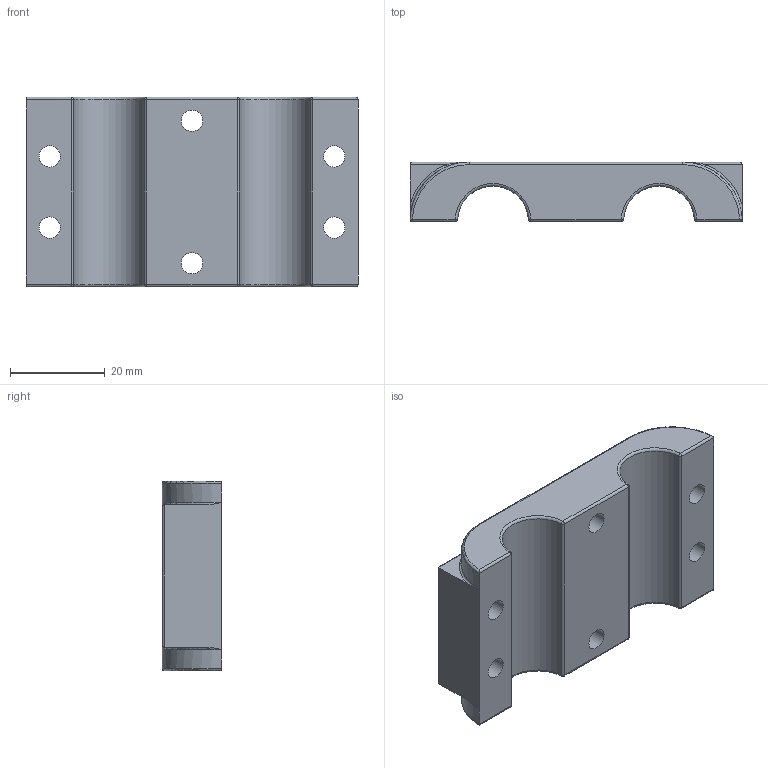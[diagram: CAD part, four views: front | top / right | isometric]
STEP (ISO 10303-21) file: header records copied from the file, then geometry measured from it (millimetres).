
FILE_DESCRIPTION (( 'STEP AP214' ), '1' );
FILE_NAME ('Part3. Cap.STEP', '2025-03-28T10:27:51', ( '' ), ( '' ), 'SwSTEP 2.0', 'SolidWorks 2025', '' );
FILE_SCHEMA (( 'AUTOMOTIVE_DESIGN' ));
Length unit declared in the file: millimetre
Products named in the file (1): Part3. Cap
Bounding box: 70 x 12.5 x 40 mm (x, y, z)
Volume: 26039.5 mm3; surface area: 9301.7 mm2
Topology: 1 solids, 1 shells, 72 faces, 166 edges, 92 vertices
Faces by surface type: cylinder 30, torus 18, plane 12, sphere 8, bspline 4
Full cylindrical faces by diameter (mm): 4.5 x6
Entity records: 2069 total; most frequent: CARTESIAN_POINT 523, DIRECTION 336, ORIENTED_EDGE 288, EDGE_CURVE 144, AXIS2_PLACEMENT_3D 143, EDGE_LOOP 96, VERTEX_POINT 86, FACE_OUTER_BOUND 84
